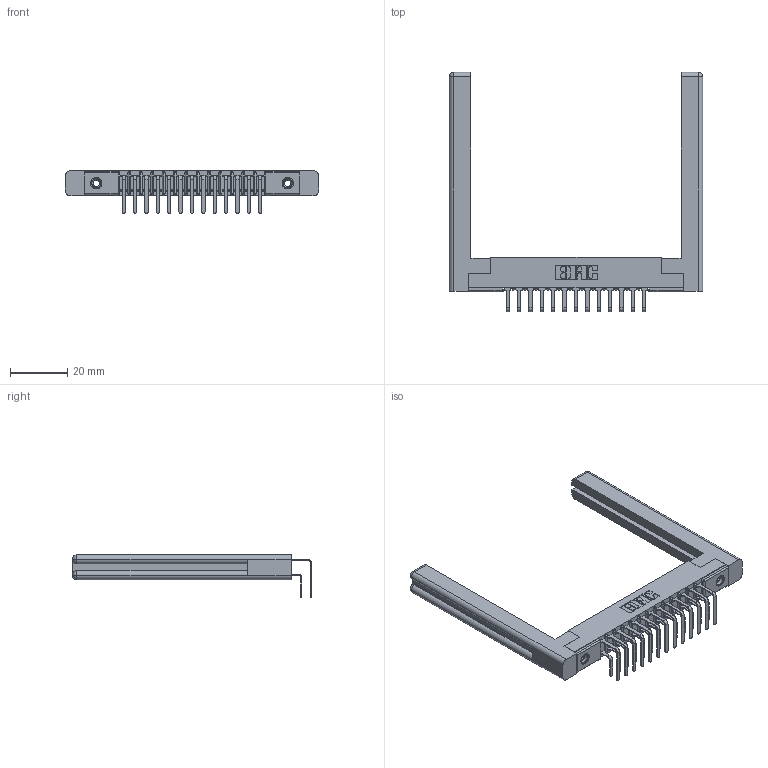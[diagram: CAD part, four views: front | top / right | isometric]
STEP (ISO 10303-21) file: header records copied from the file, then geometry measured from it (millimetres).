
FILE_DESCRIPTION (( 'STEP AP203' ), '1' );
FILE_NAME ('357-026-558-258.STEP', '2019-09-17T23:09:28', ( '' ), ( '' ), 'SwSTEP 2.0', 'SolidWorks 2016', '' );
FILE_SCHEMA (( 'CONFIG_CONTROL_DESIGN' ));
Length unit declared in the file: inch
Products named in the file (6): 345-250-001_345-250-001-102; 307-290-001_558 - 2 (Single); 307-220-058; 307 Part_.156 Dia Mounting Holes; 357-026-558-258; 307-290-001_558 559 - 1 (Single)
Assembly tree (31 placements, depth 2):
  357-026-558-258
    307 Part_.156 Dia Mounting Holes
    307-290-001_558 559 - 1 (Single)  x13
    307-290-001_558 - 2 (Single)  x13
    307-220-058  x2
    345-250-001_345-250-001-102  x2
Bounding box: 88.14 x 83.27 x 14.81 mm (x, y, z)
Volume: 13568.1 mm3; surface area: 15657.1 mm2
Topology: 31 solids, 31 shells, 1574 faces, 4369 edges, 2826 vertices
Faces by surface type: plane 1012, cylinder 510, sphere 28, torus 12, cone 12
Entity records: 19216 total; most frequent: CARTESIAN_POINT 3174, ORIENTED_EDGE 3084, DIRECTION 3078, EDGE_CURVE 1542, LINE 1166, VECTOR 1166, VERTEX_POINT 998, AXIS2_PLACEMENT_3D 956
